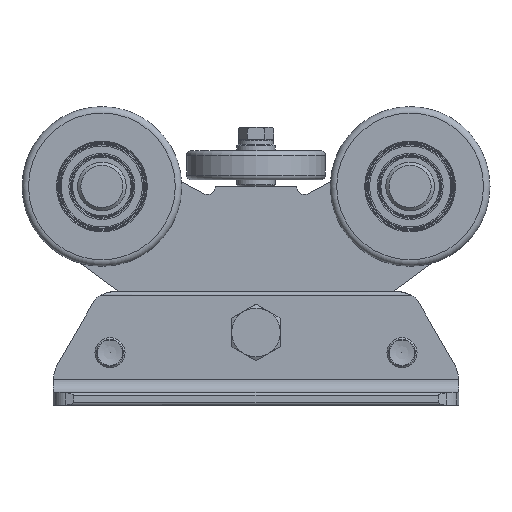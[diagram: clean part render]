
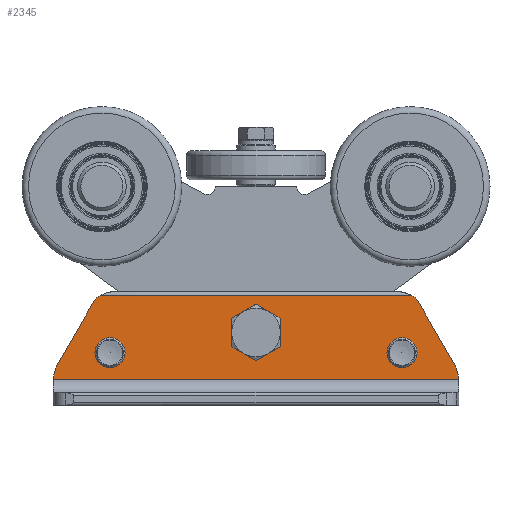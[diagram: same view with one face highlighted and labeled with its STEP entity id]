
A CAD part, left-side view. The second image highlights one B-rep face of the part: STEP entity #2345.
In plain terms, the highlighted planar face has unit normal (-1, 0, 0).
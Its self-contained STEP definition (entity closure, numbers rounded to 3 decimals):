
#2345 = ADVANCED_FACE( '', ( #5341, #5342, #5343, #5344 ), #5345, .F. );
#5341 = FACE_OUTER_BOUND( '', #8834, .T. );
#5342 = FACE_BOUND( '', #8835, .T. );
#5343 = FACE_BOUND( '', #8836, .T. );
#5344 = FACE_BOUND( '', #8837, .T. );
#5345 = PLANE( '', #8838 );
#8834 = EDGE_LOOP( '', ( #15398, #15399, #15400, #15401, #15402, #15403, #15404, #15405, #15406, #15407, #15408, #15409 ) );
#8835 = EDGE_LOOP( '', ( #15410 ) );
#8836 = EDGE_LOOP( '', ( #15411 ) );
#8837 = EDGE_LOOP( '', ( #15412 ) );
#8838 = AXIS2_PLACEMENT_3D( '', #15413, #15414, #15415 );
#15398 = ORIENTED_EDGE( '', *, *, #19845, .T. );
#15399 = ORIENTED_EDGE( '', *, *, #17722, .T. );
#15400 = ORIENTED_EDGE( '', *, *, #19846, .F. );
#15401 = ORIENTED_EDGE( '', *, *, #19847, .T. );
#15402 = ORIENTED_EDGE( '', *, *, #17987, .T. );
#15403 = ORIENTED_EDGE( '', *, *, #19848, .T. );
#15404 = ORIENTED_EDGE( '', *, *, #18574, .T. );
#15405 = ORIENTED_EDGE( '', *, *, #19849, .T. );
#15406 = ORIENTED_EDGE( '', *, *, #18266, .T. );
#15407 = ORIENTED_EDGE( '', *, *, #19850, .F. );
#15408 = ORIENTED_EDGE( '', *, *, #18611, .T. );
#15409 = ORIENTED_EDGE( '', *, *, #19851, .T. );
#15410 = ORIENTED_EDGE( '', *, *, #19107, .F. );
#15411 = ORIENTED_EDGE( '', *, *, #19723, .F. );
#15412 = ORIENTED_EDGE( '', *, *, #18440, .T. );
#15413 = CARTESIAN_POINT( '', ( -15.9, 125., 16. ) );
#15414 = DIRECTION( '', ( 1., 0., 0. ) );
#15415 = DIRECTION( '', ( 0., 0., 1. ) );
#17722 = EDGE_CURVE( '', #20674, #20679, #20681, .T. );
#17987 = EDGE_CURVE( '', #21139, #21137, #21140, .T. );
#18266 = EDGE_CURVE( '', #21586, #21584, #21587, .F. );
#18440 = EDGE_CURVE( '', #21870, #21870, #21871, .T. );
#18574 = EDGE_CURVE( '', #22079, #22081, #22083, .F. );
#18611 = EDGE_CURVE( '', #22143, #22141, #22144, .F. );
#19107 = EDGE_CURVE( '', #22905, #22905, #22906, .T. );
#19723 = EDGE_CURVE( '', #23748, #23748, #23749, .T. );
#19845 = EDGE_CURVE( '', #23902, #20674, #23903, .F. );
#19846 = EDGE_CURVE( '', #23904, #20679, #23905, .T. );
#19847 = EDGE_CURVE( '', #23904, #21139, #23906, .T. );
#19848 = EDGE_CURVE( '', #21137, #22079, #23907, .T. );
#19849 = EDGE_CURVE( '', #22081, #21586, #23908, .T. );
#19850 = EDGE_CURVE( '', #22143, #21584, #23909, .T. );
#19851 = EDGE_CURVE( '', #22141, #23902, #23910, .T. );
#20674 = VERTEX_POINT( '', #24978 );
#20679 = VERTEX_POINT( '', #24985 );
#20681 = LINE( '', #24988, #24989 );
#21137 = VERTEX_POINT( '', #25700 );
#21139 = VERTEX_POINT( '', #25703 );
#21140 = LINE( '', #25704, #25705 );
#21584 = VERTEX_POINT( '', #26325 );
#21586 = VERTEX_POINT( '', #26330 );
#21587 = CIRCLE( '', #26331, 9. );
#21870 = VERTEX_POINT( '', #26710 );
#21871 = CIRCLE( '', #26711, 14.95 );
#22079 = VERTEX_POINT( '', #27025 );
#22081 = VERTEX_POINT( '', #27028 );
#22083 = CIRCLE( '', #27031, 9. );
#22141 = VERTEX_POINT( '', #27106 );
#22143 = VERTEX_POINT( '', #27109 );
#22144 = CIRCLE( '', #27110, 9. );
#22905 = VERTEX_POINT( '', #28289 );
#22906 = CIRCLE( '', #28290, 9.25 );
#23748 = VERTEX_POINT( '', #29706 );
#23749 = CIRCLE( '', #29707, 9.25 );
#23902 = VERTEX_POINT( '', #29930 );
#23903 = CIRCLE( '', #29931, 9. );
#23904 = VERTEX_POINT( '', #29932 );
#23905 = LINE( '', #29933, #29934 );
#23906 = LINE( '', #29935, #29936 );
#23907 = LINE( '', #29937, #29938 );
#23908 = LINE( '', #29939, #29940 );
#23909 = LINE( '', #29941, #29942 );
#23910 = LINE( '', #29943, #29944 );
#24978 = CARTESIAN_POINT( '', ( -15.9, 123.693, 22.329 ) );
#24985 = CARTESIAN_POINT( '', ( -15.9, 125., 17.453 ) );
#24988 = CARTESIAN_POINT( '', ( -15.9, 125.363, 16.097 ) );
#24989 = VECTOR( '', #30872, 1000. );
#25700 = CARTESIAN_POINT( '', ( -15.9, -125., 17.453 ) );
#25703 = CARTESIAN_POINT( '', ( -15.9, -125., 16. ) );
#25704 = CARTESIAN_POINT( '', ( -15.9, -125., 16. ) );
#25705 = VECTOR( '', #31184, 1000. );
#26325 = CARTESIAN_POINT( '', ( -15.9, -96.029, 68. ) );
#26330 = CARTESIAN_POINT( '', ( -15.9, -99.7, 64.5 ) );
#26331 = AXIS2_PLACEMENT_3D( '', #31532, #31533, #31534 );
#26710 = CARTESIAN_POINT( '', ( -15.9, 0., 30.05 ) );
#26711 = AXIS2_PLACEMENT_3D( '', #31743, #31744, #31745 );
#27025 = CARTESIAN_POINT( '', ( -15.9, -123.693, 22.329 ) );
#27028 = CARTESIAN_POINT( '', ( -15.9, -122.794, 24.5 ) );
#27031 = AXIS2_PLACEMENT_3D( '', #31898, #31899, #31900 );
#27106 = CARTESIAN_POINT( '', ( -15.9, 99.7, 64.5 ) );
#27109 = CARTESIAN_POINT( '', ( -15.9, 96.029, 68. ) );
#27110 = AXIS2_PLACEMENT_3D( '', #31958, #31959, #31960 );
#28289 = CARTESIAN_POINT( '', ( -15.9, 94.625, 40.511 ) );
#28290 = AXIS2_PLACEMENT_3D( '', #32429, #32430, #32431 );
#29706 = CARTESIAN_POINT( '', ( -15.9, -85.375, 40.511 ) );
#29707 = AXIS2_PLACEMENT_3D( '', #32970, #32971, #32972 );
#29930 = CARTESIAN_POINT( '', ( -15.9, 122.794, 24.5 ) );
#29931 = AXIS2_PLACEMENT_3D( '', #33068, #33069, #33070 );
#29932 = CARTESIAN_POINT( '', ( -15.9, 125., 16. ) );
#29933 = CARTESIAN_POINT( '', ( -15.9, 125., 16. ) );
#29934 = VECTOR( '', #33071, 1000. );
#29935 = CARTESIAN_POINT( '', ( -15.9, 125., 16. ) );
#29936 = VECTOR( '', #33072, 1000. );
#29937 = CARTESIAN_POINT( '', ( -15.9, -108.616, 78.597 ) );
#29938 = VECTOR( '', #33073, 1000. );
#29939 = CARTESIAN_POINT( '', ( -15.9, -64.526, 125.423 ) );
#29940 = VECTOR( '', #33074, 1000. );
#29941 = CARTESIAN_POINT( '', ( -15.9, 125., 68. ) );
#29942 = VECTOR( '', #33075, 1000. );
#29943 = CARTESIAN_POINT( '', ( -15.9, 127.026, 17.17 ) );
#29944 = VECTOR( '', #33076, 1000. );
#30872 = DIRECTION( '', ( 0., 0.259, -0.966 ) );
#31184 = DIRECTION( '', ( 0., 0., 1. ) );
#31532 = CARTESIAN_POINT( '', ( -15.9, -91.906, 60. ) );
#31533 = DIRECTION( '', ( 1., 0., 0. ) );
#31534 = DIRECTION( '', ( 0., 0., 1. ) );
#31743 = CARTESIAN_POINT( '', ( -15.9, 0., 45. ) );
#31744 = DIRECTION( '', ( 1., 0., 0. ) );
#31745 = DIRECTION( '', ( 0., 0., -1. ) );
#31898 = CARTESIAN_POINT( '', ( -15.9, -115., 20. ) );
#31899 = DIRECTION( '', ( 1., 0., 0. ) );
#31900 = DIRECTION( '', ( 0., 0., 1. ) );
#31958 = CARTESIAN_POINT( '', ( -15.9, 91.906, 60. ) );
#31959 = DIRECTION( '', ( 1., 0., 0. ) );
#31960 = DIRECTION( '', ( 0., 0., 1. ) );
#32429 = CARTESIAN_POINT( '', ( -15.9, 90., 32.5 ) );
#32430 = DIRECTION( '', ( -1., 0., 0. ) );
#32431 = DIRECTION( '', ( 0., 0.5, 0.866 ) );
#32970 = CARTESIAN_POINT( '', ( -15.9, -90., 32.5 ) );
#32971 = DIRECTION( '', ( -1., 0., 0. ) );
#32972 = DIRECTION( '', ( 0., 0.5, 0.866 ) );
#33068 = CARTESIAN_POINT( '', ( -15.9, 115., 20. ) );
#33069 = DIRECTION( '', ( 1., 0., 0. ) );
#33070 = DIRECTION( '', ( 0., 0., 1. ) );
#33071 = DIRECTION( '', ( 0., 0., 1. ) );
#33072 = DIRECTION( '', ( 0., -1., 0. ) );
#33073 = DIRECTION( '', ( 0., 0.259, 0.966 ) );
#33074 = DIRECTION( '', ( 0., 0.5, 0.866 ) );
#33075 = DIRECTION( '', ( 0., -1., 0. ) );
#33076 = DIRECTION( '', ( 0., 0.5, -0.866 ) );
